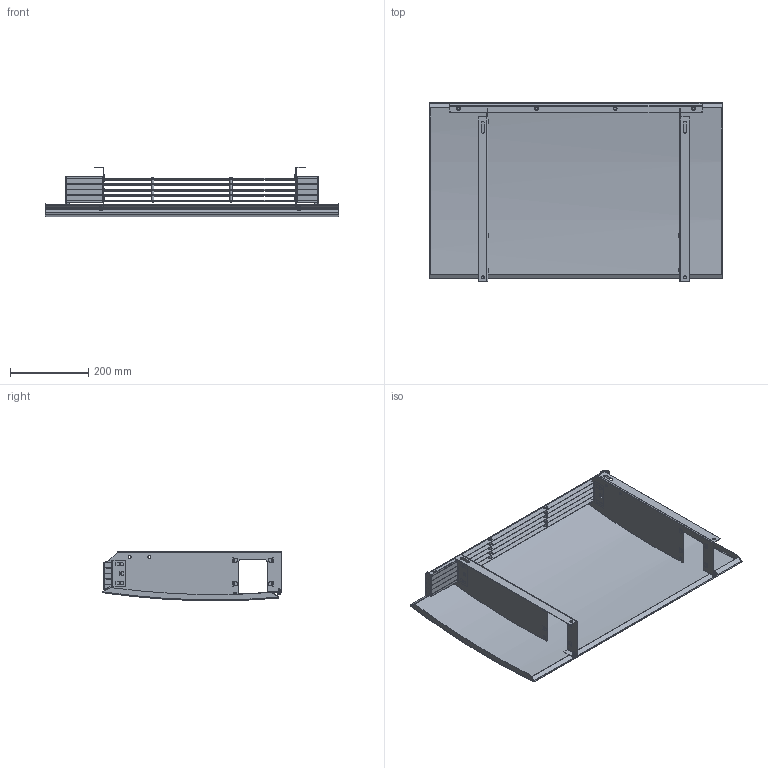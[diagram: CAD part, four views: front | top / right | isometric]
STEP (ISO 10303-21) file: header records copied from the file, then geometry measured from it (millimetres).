
FILE_DESCRIPTION((''),'2;1');
FILE_NAME('_400__ASM','2020-09-02T',('okanashina'),('elara'),'CREO PARAMETRIC BY PTC INC, 2015080','CREO PARAMETRIC BY PTC INC, 2015080','');
FILE_SCHEMA(('AUTOMOTIVE_DESIGN { 1 0 10303 214 1 1 1 1 }'));
Length unit declared in the file: millimetre
Products named in the file (10): 560_40_400_04__________; 560_40_400_03__________; ________________4_15; 101_52_002_01-07_______; 560_50_002_01_____6___; 560_45_000_03-01_______; 560_45_000_02_______; ______4___12_DIN_7985; _______407_300; _400__ASM
Assembly tree (18 placements, depth 2):
  _400__ASM
    560_40_400_04__________
    560_40_400_03__________
    ________________4_15  x2
    101_52_002_01-07_______  x5
    560_50_002_01_____6___  x4
    560_45_000_03-01_______
    560_45_000_02_______
    ______4___12_DIN_7985  x2
    _______407_300
Bounding box: 750 x 455.93 x 126.52 mm (x, y, z)
Volume: 597273.8 mm3; surface area: 1156487 mm2
Topology: 18 solids, 18 shells, 972 faces, 2260 edges, 1352 vertices
Faces by surface type: plane 516, cylinder 269, torus 107, bspline 58, cone 20, sphere 2
Entity records: 27535 total; most frequent: CARTESIAN_POINT 5477, ORIENTED_EDGE 3404, DIRECTION 3307, EDGE_CURVE 1702, VECTOR 1233, LINE 1233, AXIS2_PLACEMENT_3D 1037, VERTEX_POINT 1018
